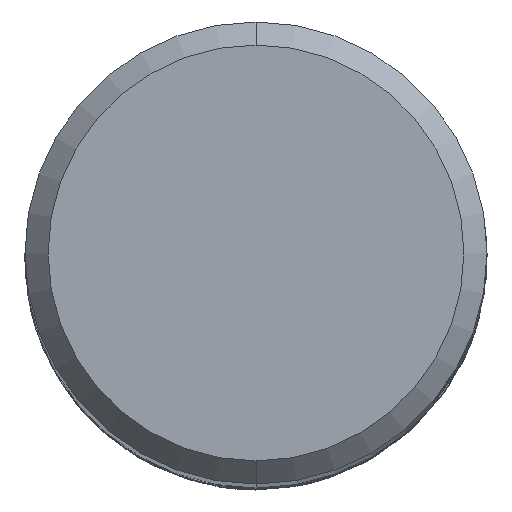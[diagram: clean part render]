
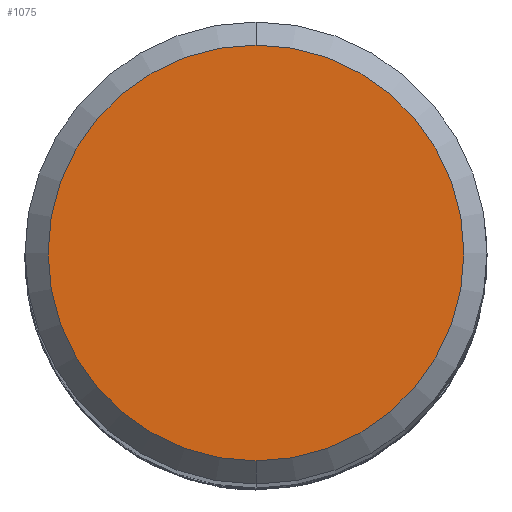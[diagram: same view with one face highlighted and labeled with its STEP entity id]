
A CAD part, top view. The second image highlights one B-rep face of the part: STEP entity #1075.
In plain terms, the highlighted planar face has unit normal (0, 0, 1).
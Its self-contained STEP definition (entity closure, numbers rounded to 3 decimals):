
#841=VERTEX_POINT('',#2009);
#1075=ADVANCED_FACE('',(#2263),#2264,.T.);
#1613=EDGE_CURVE('',#1677,#841,#2853,.T.);
#1641=EDGE_CURVE('',#841,#1677,#2883,.T.);
#1677=VERTEX_POINT('',#2922);
#2009=CARTESIAN_POINT('',(0.,-5.4,0.0));
#2263=FACE_OUTER_BOUND('',#6616,.T.);
#2264=PLANE('',#6617);
#2853=CIRCLE('',#12373,5.4);
#2883=CIRCLE('',#12446,5.4);
#2922=CARTESIAN_POINT('',(0.0,5.4,0.0));
#6616=EDGE_LOOP('',(#13845,#13846));
#6617=AXIS2_PLACEMENT_3D('',#13847,#13848,#13849);
#12373=AXIS2_PLACEMENT_3D('',#14460,#14461,#14462);
#12446=AXIS2_PLACEMENT_3D('',#14501,#14502,#14503);
#13845=ORIENTED_EDGE('',*,*,#1613,.F.);
#13846=ORIENTED_EDGE('',*,*,#1641,.F.);
#13847=CARTESIAN_POINT('',(0.0,2.7,0.0));
#13848=DIRECTION('',(-0.0,0.0,1.0));
#13849=DIRECTION('',(0.0,-1.0,0.0));
#14460=CARTESIAN_POINT('',(0.0,0.0,0.0));
#14461=DIRECTION('',(0.0,0.0,-1.0));
#14462=DIRECTION('',(0.0,1.0,0.0));
#14501=CARTESIAN_POINT('',(0.0,0.0,0.0));
#14502=DIRECTION('',(0.0,0.0,-1.0));
#14503=DIRECTION('',(0.0,1.0,0.0));
